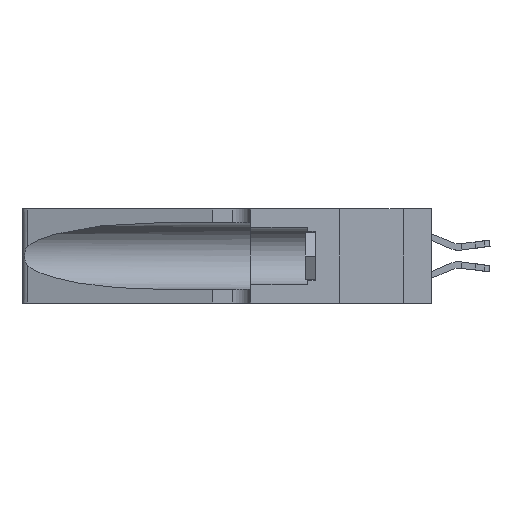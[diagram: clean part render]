
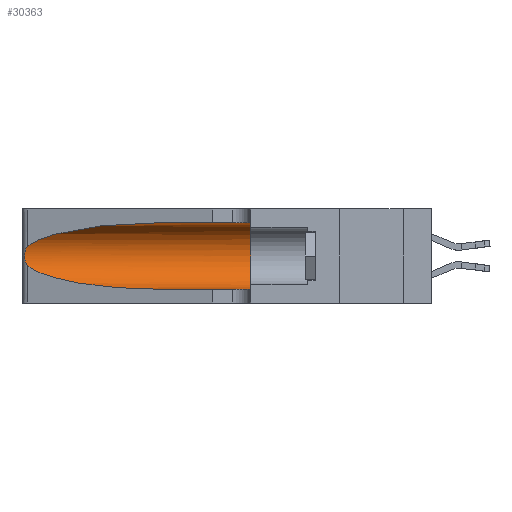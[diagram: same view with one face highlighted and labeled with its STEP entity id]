
A CAD part, left-side view. The second image highlights one B-rep face of the part: STEP entity #30363.
In plain terms, the highlighted cylindrical face has radius 3.308 mm (diameter 6.617 mm), a partial arc.
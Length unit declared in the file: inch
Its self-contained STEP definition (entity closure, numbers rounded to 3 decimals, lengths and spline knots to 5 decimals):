
#289 = CARTESIAN_POINT ( 'NONE',  ( 0.25487, 1.22718, 0.14631 ) ) ;
#833 = B_SPLINE_CURVE_WITH_KNOTS ( 'NONE', 3,
 ( #9802, #29493, #18014, #9928, #26749, #29618, #1249, #15504, #12267, #4190, #12498, #997, #26873, #29736 ),
 .UNSPECIFIED., .F., .F.,
 ( 4, 2, 2, 2, 2, 2, 4 ),
 ( 0., 0.00027, 0.00053, 0.00107, 0.0016, 0.00187, 0.00214 ),
 .UNSPECIFIED. ) ;
#997 = CARTESIAN_POINT ( 'NONE',  ( 0.25639, 1.23186, 0.15144 ) ) ;
#1249 = CARTESIAN_POINT ( 'NONE',  ( 0.26075, 1.23896, 0.19203 ) ) ;
#2015 = FACE_OUTER_BOUND ( 'NONE', #15433, .T. ) ;
#2513 = DIRECTION ( 'NONE',  ( 0., 1., 0. ) ) ;
#3025 = CARTESIAN_POINT ( 'NONE',  ( 0.1305, 0.72297, 0.31525 ) ) ;
#3976 = VERTEX_POINT ( 'NONE', #5974 ) ;
#4027 = CARTESIAN_POINT ( 'NONE',  ( 0.1305, 0.72297, 0.05475 ) ) ;
#4190 = CARTESIAN_POINT ( 'NONE',  ( 0.25856, 1.23593, 0.16098 ) ) ;
#4294 = CARTESIAN_POINT ( 'NONE',  ( 0.1305, 0.35, 0.05475 ) ) ;
#4476 = EDGE_CURVE ( 'NONE', #9987, #24041, #28653, .T. ) ;
#5282 = DIRECTION ( 'NONE',  ( 0., -1., 0. ) ) ;
#5452 = ORIENTED_EDGE ( 'NONE', *, *, #17994, .T. ) ;
#5935 = DIRECTION ( 'NONE',  ( 0., -1., 0. ) ) ;
#5974 = CARTESIAN_POINT ( 'NONE',  ( 0.1305, 0.35, 0.31525 ) ) ;
#6020 = AXIS2_PLACEMENT_3D ( 'NONE', #36658, #2513, #22443 ) ;
#6599 = AXIS2_PLACEMENT_3D ( 'NONE', #19761, #5282, #10976 ) ;
#8168 = VECTOR ( 'NONE', #30588, 39.37008 ) ;
#8543 = ORIENTED_EDGE ( 'NONE', *, *, #4476, .T. ) ;
#8745 = CARTESIAN_POINT ( 'NONE',  ( 0.18966, 0.96281, 0.31525 ) ) ;
#8792 = CARTESIAN_POINT ( 'NONE',  ( 0.1305, 0.72297, 0.31525 ) ) ;
#9029 = EDGE_CURVE ( 'NONE', #3976, #24041, #9965, .T. ) ;
#9802 = CARTESIAN_POINT ( 'NONE',  ( 0.25487, 1.22718, 0.22369 ) ) ;
#9928 = CARTESIAN_POINT ( 'NONE',  ( 0.25787, 1.23484, 0.2124 ) ) ;
#9965 = CIRCLE ( 'NONE', #6020, 0.13025 ) ;
#9987 = VERTEX_POINT ( 'NONE', #4027 ) ;
#10881 = CYLINDRICAL_SURFACE ( 'NONE', #6599, 0.13025 ) ;
#10976 = DIRECTION ( 'NONE',  ( 0., 0., -1. ) ) ;
#11564 = VERTEX_POINT ( 'NONE', #289 ) ;
#12061 = LINE ( 'NONE', #34348, #13844 ) ;
#12267 = CARTESIAN_POINT ( 'NONE',  ( 0.26017, 1.23833, 0.17102 ) ) ;
#12498 = CARTESIAN_POINT ( 'NONE',  ( 0.25789, 1.23486, 0.15765 ) ) ;
#13844 = VECTOR ( 'NONE', #5935, 39.37008 ) ;
#14411 = CARTESIAN_POINT ( 'NONE',  ( 0.2373, 1.15595, 0.28018 ) ) ;
#15432 = VERTEX_POINT ( 'NONE', #25104 ) ;
#15433 = EDGE_LOOP ( 'NONE', ( #5452, #25615, #22539, #8543, #33828, #20991 ) ) ;
#15504 = CARTESIAN_POINT ( 'NONE',  ( 0.26075, 1.23896, 0.178 ) ) ;
#15832 =( BOUNDED_CURVE ( )  B_SPLINE_CURVE ( 3, ( #32864, #30020, #18926, #21691 ),
 .UNSPECIFIED., .F., .F. ) 
 B_SPLINE_CURVE_WITH_KNOTS ( ( 4, 4 ),
 ( 3.44316, 4.71239 ),
 .UNSPECIFIED. ) 
 CURVE ( )  GEOMETRIC_REPRESENTATION_ITEM ( )  RATIONAL_B_SPLINE_CURVE ( ( 1., 0.87, 0.87, 1. ) ) 
 REPRESENTATION_ITEM ( '' )  );
#16757 = EDGE_CURVE ( 'NONE', #24453, #3976, #12061, .T. ) ;
#17994 = EDGE_CURVE ( 'NONE', #24453, #15432, #21369, .T. ) ;
#18014 = CARTESIAN_POINT ( 'NONE',  ( 0.25639, 1.23184, 0.21858 ) ) ;
#18926 = CARTESIAN_POINT ( 'NONE',  ( 0.18966, 0.96281, 0.05475 ) ) ;
#19761 = CARTESIAN_POINT ( 'NONE',  ( 0.1305, 1.61858, 0.185 ) ) ;
#20991 = ORIENTED_EDGE ( 'NONE', *, *, #16757, .F. ) ;
#21369 =( BOUNDED_CURVE ( )  B_SPLINE_CURVE ( 3, ( #3025, #8745, #14411, #34524 ),
 .UNSPECIFIED., .F., .F. ) 
 B_SPLINE_CURVE_WITH_KNOTS ( ( 4, 4 ),
 ( 1.5708, 2.84003 ),
 .UNSPECIFIED. ) 
 CURVE ( )  GEOMETRIC_REPRESENTATION_ITEM ( )  RATIONAL_B_SPLINE_CURVE ( ( 1., 0.87, 0.87, 1. ) ) 
 REPRESENTATION_ITEM ( '' )  );
#21691 = CARTESIAN_POINT ( 'NONE',  ( 0.1305, 0.72297, 0.05475 ) ) ;
#22443 = DIRECTION ( 'NONE',  ( 0., 0., 1. ) ) ;
#22539 = ORIENTED_EDGE ( 'NONE', *, *, #33003, .T. ) ;
#24041 = VERTEX_POINT ( 'NONE', #4294 ) ;
#24453 = VERTEX_POINT ( 'NONE', #8792 ) ;
#25104 = CARTESIAN_POINT ( 'NONE',  ( 0.25487, 1.22718, 0.22369 ) ) ;
#25615 = ORIENTED_EDGE ( 'NONE', *, *, #33515, .T. ) ;
#26749 = CARTESIAN_POINT ( 'NONE',  ( 0.25854, 1.2359, 0.20912 ) ) ;
#26873 = CARTESIAN_POINT ( 'NONE',  ( 0.25555, 1.22993, 0.14849 ) ) ;
#28653 = LINE ( 'NONE', #36337, #8168 ) ;
#29493 = CARTESIAN_POINT ( 'NONE',  ( 0.25555, 1.22994, 0.2215 ) ) ;
#29618 = CARTESIAN_POINT ( 'NONE',  ( 0.26018, 1.23835, 0.19895 ) ) ;
#29736 = CARTESIAN_POINT ( 'NONE',  ( 0.25487, 1.22718, 0.14631 ) ) ;
#30020 = CARTESIAN_POINT ( 'NONE',  ( 0.2373, 1.15595, 0.08982 ) ) ;
#30363 = ADVANCED_FACE ( 'NONE', ( #2015 ), #10881, .F. ) ;
#30588 = DIRECTION ( 'NONE',  ( 0., -1., 0. ) ) ;
#32864 = CARTESIAN_POINT ( 'NONE',  ( 0.25487, 1.22718, 0.14631 ) ) ;
#33003 = EDGE_CURVE ( 'NONE', #11564, #9987, #15832, .T. ) ;
#33515 = EDGE_CURVE ( 'NONE', #15432, #11564, #833, .T. ) ;
#33828 = ORIENTED_EDGE ( 'NONE', *, *, #9029, .F. ) ;
#34348 = CARTESIAN_POINT ( 'NONE',  ( 0.1305, 1.61858, 0.31525 ) ) ;
#34524 = CARTESIAN_POINT ( 'NONE',  ( 0.25487, 1.22718, 0.22369 ) ) ;
#36337 = CARTESIAN_POINT ( 'NONE',  ( 0.1305, 1.61858, 0.05475 ) ) ;
#36658 = CARTESIAN_POINT ( 'NONE',  ( 0.1305, 0.35, 0.185 ) ) ;
